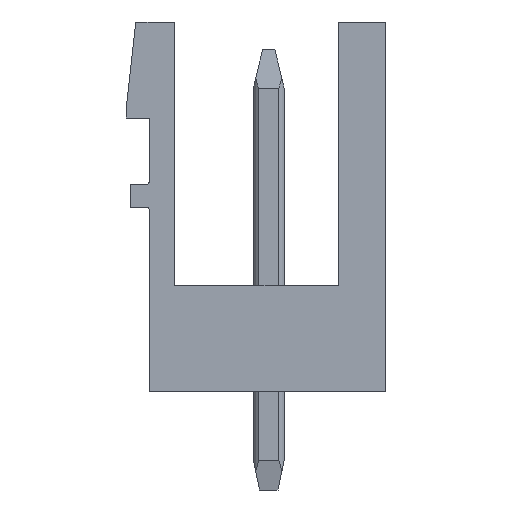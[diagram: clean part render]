
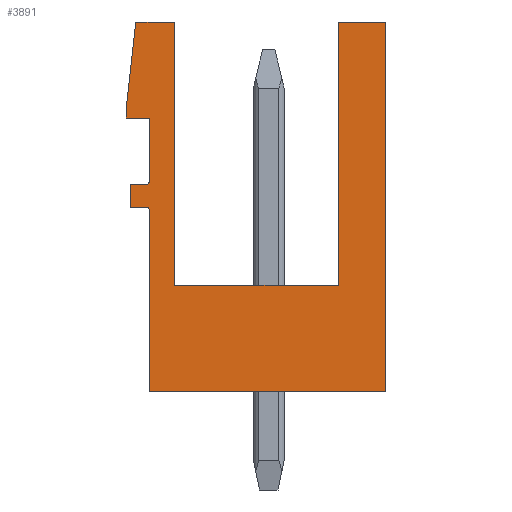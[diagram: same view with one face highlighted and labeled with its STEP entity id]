
A CAD part, left-side view. The second image highlights one B-rep face of the part: STEP entity #3891.
In plain terms, the highlighted planar face has unit normal (-1, 0, 0).
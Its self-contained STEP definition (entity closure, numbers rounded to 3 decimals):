
#2539=AXIS2_PLACEMENT_3D('Circle Axis2P3D',#2537,#2538,$) ;
#2663=AXIS2_PLACEMENT_3D('Circle Axis2P3D',#2661,#2662,$) ;
#3846=AXIS2_PLACEMENT_3D('Plane Axis2P3D',#3843,#3844,#3845) ;
#49=CARTESIAN_POINT('Vertex',(0.,0.,15.2)) ;
#52=CARTESIAN_POINT('Line Origine',(0.,0.,9.2)) ;
#56=CARTESIAN_POINT('Vertex',(0.,0.,3.2)) ;
#89=CARTESIAN_POINT('Vertex',(0.,8.12,15.2)) ;
#92=CARTESIAN_POINT('Line Origine',(0.,7.49,15.2)) ;
#96=CARTESIAN_POINT('Vertex',(0.,6.86,15.2)) ;
#1327=CARTESIAN_POINT('Line Origine',(0.,0.77,15.2)) ;
#1331=CARTESIAN_POINT('Vertex',(0.,1.54,15.2)) ;
#1771=CARTESIAN_POINT('Vertex',(0.,8.43,12.08)) ;
#1774=CARTESIAN_POINT('Line Origine',(0.,8.43,12.24)) ;
#1778=CARTESIAN_POINT('Vertex',(0.,8.43,12.4)) ;
#2047=CARTESIAN_POINT('Vertex',(0.,7.68,12.08)) ;
#2050=CARTESIAN_POINT('Line Origine',(0.,8.055,12.08)) ;
#2416=CARTESIAN_POINT('Vertex',(0.,7.68,10.03)) ;
#2419=CARTESIAN_POINT('Line Origine',(0.,7.68,11.055)) ;
#2534=CARTESIAN_POINT('Vertex',(0.,7.78,9.93)) ;
#2537=CARTESIAN_POINT('Axis2P3D Location',(0.,7.78,10.03)) ;
#2565=CARTESIAN_POINT('Vertex',(0.,8.3,9.93)) ;
#2568=CARTESIAN_POINT('Line Origine',(0.,8.04,9.93)) ;
#2596=CARTESIAN_POINT('Vertex',(0.,8.3,9.18)) ;
#2599=CARTESIAN_POINT('Line Origine',(0.,8.3,9.555)) ;
#2627=CARTESIAN_POINT('Vertex',(0.,7.78,9.18)) ;
#2630=CARTESIAN_POINT('Line Origine',(0.,8.04,9.18)) ;
#2658=CARTESIAN_POINT('Vertex',(0.,7.68,9.08)) ;
#2661=CARTESIAN_POINT('Axis2P3D Location',(0.,7.78,9.08)) ;
#2684=CARTESIAN_POINT('Vertex',(0.,7.68,3.2)) ;
#2687=CARTESIAN_POINT('Line Origine',(0.,7.68,6.14)) ;
#2709=CARTESIAN_POINT('Line Origine',(0.,3.84,3.2)) ;
#3843=CARTESIAN_POINT('Axis2P3D Location',(0.,0.,0.)) ;
#3848=CARTESIAN_POINT('Line Origine',(0.,8.275,13.8)) ;
#3853=CARTESIAN_POINT('Line Origine',(0.,1.54,10.925)) ;
#3857=CARTESIAN_POINT('Vertex',(0.,1.54,6.65)) ;
#3860=CARTESIAN_POINT('Line Origine',(0.,4.2,6.65)) ;
#3864=CARTESIAN_POINT('Vertex',(0.,6.86,6.65)) ;
#3867=CARTESIAN_POINT('Line Origine',(0.,6.86,10.925)) ;
#53=DIRECTION('Vector Direction',(0.,0.,1.)) ;
#93=DIRECTION('Vector Direction',(0.,-1.,0.)) ;
#1328=DIRECTION('Vector Direction',(0.,-1.,0.)) ;
#1775=DIRECTION('Vector Direction',(0.,0.,1.)) ;
#2051=DIRECTION('Vector Direction',(0.,1.,0.)) ;
#2420=DIRECTION('Vector Direction',(0.,0.,1.)) ;
#2538=DIRECTION('Axis2P3D Direction',(-1.,0.,0.)) ;
#2569=DIRECTION('Vector Direction',(0.,-1.,0.)) ;
#2600=DIRECTION('Vector Direction',(0.,0.,1.)) ;
#2631=DIRECTION('Vector Direction',(0.,1.,0.)) ;
#2662=DIRECTION('Axis2P3D Direction',(-1.,0.,0.)) ;
#2688=DIRECTION('Vector Direction',(0.,0.,-1.)) ;
#2710=DIRECTION('Vector Direction',(0.,1.,0.)) ;
#3844=DIRECTION('Axis2P3D Direction',(-1.,0.,0.)) ;
#3845=DIRECTION('Axis2P3D XDirection',(0.,0.,1.)) ;
#3849=DIRECTION('Vector Direction',(0.,-0.11,0.994)) ;
#3854=DIRECTION('Vector Direction',(0.,0.,-1.)) ;
#3861=DIRECTION('Vector Direction',(0.,-1.,0.)) ;
#3868=DIRECTION('Vector Direction',(0.,0.,-1.)) ;
#54=VECTOR('Line Direction',#53,1.) ;
#94=VECTOR('Line Direction',#93,1.) ;
#1329=VECTOR('Line Direction',#1328,1.) ;
#1776=VECTOR('Line Direction',#1775,1.) ;
#2052=VECTOR('Line Direction',#2051,1.) ;
#2421=VECTOR('Line Direction',#2420,1.) ;
#2570=VECTOR('Line Direction',#2569,1.) ;
#2601=VECTOR('Line Direction',#2600,1.) ;
#2632=VECTOR('Line Direction',#2631,1.) ;
#2689=VECTOR('Line Direction',#2688,1.) ;
#2711=VECTOR('Line Direction',#2710,1.) ;
#3850=VECTOR('Line Direction',#3849,1.) ;
#3855=VECTOR('Line Direction',#3854,1.) ;
#3862=VECTOR('Line Direction',#3861,1.) ;
#3869=VECTOR('Line Direction',#3868,1.) ;
#3873=ORIENTED_EDGE('',*,*,#98,.T.) ;
#3874=ORIENTED_EDGE('',*,*,#3852,.F.) ;
#3875=ORIENTED_EDGE('',*,*,#1780,.T.) ;
#3876=ORIENTED_EDGE('',*,*,#2054,.T.) ;
#3877=ORIENTED_EDGE('',*,*,#2423,.T.) ;
#3878=ORIENTED_EDGE('',*,*,#2541,.T.) ;
#3879=ORIENTED_EDGE('',*,*,#2572,.T.) ;
#3880=ORIENTED_EDGE('',*,*,#2603,.T.) ;
#3881=ORIENTED_EDGE('',*,*,#2634,.T.) ;
#3882=ORIENTED_EDGE('',*,*,#2665,.T.) ;
#3883=ORIENTED_EDGE('',*,*,#2691,.T.) ;
#3884=ORIENTED_EDGE('',*,*,#2713,.T.) ;
#3885=ORIENTED_EDGE('',*,*,#58,.T.) ;
#3886=ORIENTED_EDGE('',*,*,#1333,.T.) ;
#3887=ORIENTED_EDGE('',*,*,#3859,.T.) ;
#3888=ORIENTED_EDGE('',*,*,#3866,.F.) ;
#3889=ORIENTED_EDGE('',*,*,#3871,.F.) ;
#3891=ADVANCED_FACE('HOUSING',(#3890),#3847,.T.) ;
#2540=CIRCLE('generated circle',#2539,0.1) ;
#2664=CIRCLE('generated circle',#2663,0.1) ;
#58=EDGE_CURVE('',#57,#50,#55,.T.) ;
#98=EDGE_CURVE('',#97,#90,#95,.F.) ;
#1333=EDGE_CURVE('',#50,#1332,#1330,.F.) ;
#1780=EDGE_CURVE('',#1779,#1772,#1777,.F.) ;
#2054=EDGE_CURVE('',#1772,#2048,#2053,.F.) ;
#2423=EDGE_CURVE('',#2048,#2417,#2422,.F.) ;
#2541=EDGE_CURVE('',#2417,#2535,#2540,.F.) ;
#2572=EDGE_CURVE('',#2535,#2566,#2571,.F.) ;
#2603=EDGE_CURVE('',#2566,#2597,#2602,.F.) ;
#2634=EDGE_CURVE('',#2597,#2628,#2633,.F.) ;
#2665=EDGE_CURVE('',#2628,#2659,#2664,.F.) ;
#2691=EDGE_CURVE('',#2659,#2685,#2690,.T.) ;
#2713=EDGE_CURVE('',#2685,#57,#2712,.F.) ;
#3852=EDGE_CURVE('',#1779,#90,#3851,.T.) ;
#3859=EDGE_CURVE('',#1332,#3858,#3856,.T.) ;
#3866=EDGE_CURVE('',#3865,#3858,#3863,.T.) ;
#3871=EDGE_CURVE('',#97,#3865,#3870,.T.) ;
#3872=EDGE_LOOP('',(#3873,#3874,#3875,#3876,#3877,#3878,#3879,#3880,#3881,#3882,#3883,#3884,#3885,#3886,#3887,#3888,#3889)) ;
#3890=FACE_OUTER_BOUND('',#3872,.T.) ;
#55=LINE('Line',#52,#54) ;
#95=LINE('Line',#92,#94) ;
#1330=LINE('Line',#1327,#1329) ;
#1777=LINE('Line',#1774,#1776) ;
#2053=LINE('Line',#2050,#2052) ;
#2422=LINE('Line',#2419,#2421) ;
#2571=LINE('Line',#2568,#2570) ;
#2602=LINE('Line',#2599,#2601) ;
#2633=LINE('Line',#2630,#2632) ;
#2690=LINE('Line',#2687,#2689) ;
#2712=LINE('Line',#2709,#2711) ;
#3851=LINE('Line',#3848,#3850) ;
#3856=LINE('Line',#3853,#3855) ;
#3863=LINE('Line',#3860,#3862) ;
#3870=LINE('Line',#3867,#3869) ;
#3847=PLANE('',#3846) ;
#50=VERTEX_POINT('',#49) ;
#57=VERTEX_POINT('',#56) ;
#90=VERTEX_POINT('',#89) ;
#97=VERTEX_POINT('',#96) ;
#1332=VERTEX_POINT('',#1331) ;
#1772=VERTEX_POINT('',#1771) ;
#1779=VERTEX_POINT('',#1778) ;
#2048=VERTEX_POINT('',#2047) ;
#2417=VERTEX_POINT('',#2416) ;
#2535=VERTEX_POINT('',#2534) ;
#2566=VERTEX_POINT('',#2565) ;
#2597=VERTEX_POINT('',#2596) ;
#2628=VERTEX_POINT('',#2627) ;
#2659=VERTEX_POINT('',#2658) ;
#2685=VERTEX_POINT('',#2684) ;
#3858=VERTEX_POINT('',#3857) ;
#3865=VERTEX_POINT('',#3864) ;
